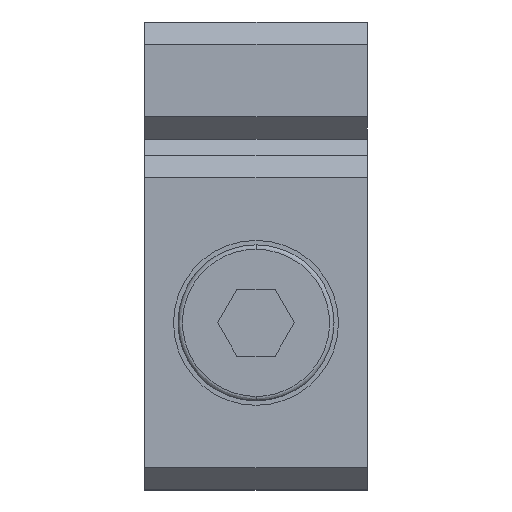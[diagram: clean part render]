
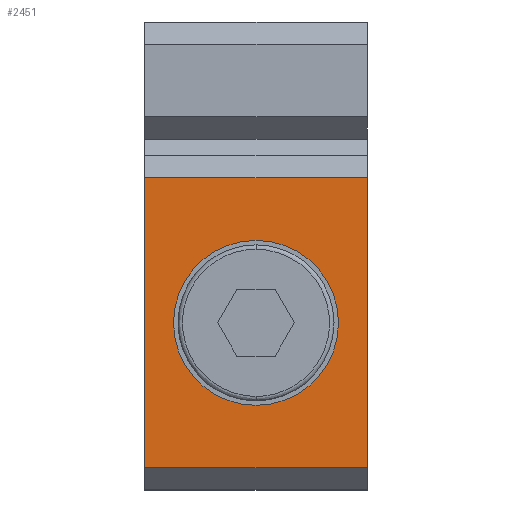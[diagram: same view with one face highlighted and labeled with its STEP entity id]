
A CAD part, left-side view. The second image highlights one B-rep face of the part: STEP entity #2451.
In plain terms, the highlighted planar face has unit normal (-1, 0, 0).
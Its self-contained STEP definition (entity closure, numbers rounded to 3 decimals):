
#21 = CARTESIAN_POINT ( 'NONE',  ( -26.95, 208.725, 60.468 ) ) ;
#60 = DIRECTION ( 'NONE',  ( 0., 0., -1. ) ) ;
#71 = FACE_OUTER_BOUND ( 'NONE', #1534, .T. ) ;
#118 = EDGE_CURVE ( 'NONE', #387, #3929, #1289, .T. ) ;
#123 = CIRCLE ( 'NONE', #2189, 3.7 ) ;
#132 = DIRECTION ( 'NONE',  ( 1., 0., 0. ) ) ;
#187 = VECTOR ( 'NONE', #683, 1000. ) ;
#271 = CARTESIAN_POINT ( 'NONE',  ( -26.95, 198.725, 59.543 ) ) ;
#324 = EDGE_LOOP ( 'NONE', ( #2370, #3665 ) ) ;
#330 = LINE ( 'NONE', #2263, #2267 ) ;
#339 = ORIENTED_EDGE ( 'NONE', *, *, #453, .T. ) ;
#387 = VERTEX_POINT ( 'NONE', #2764 ) ;
#436 = PLANE ( 'NONE',  #3094 ) ;
#453 = EDGE_CURVE ( 'NONE', #1461, #387, #3408, .T. ) ;
#576 = DIRECTION ( 'NONE',  ( 0., 0., 1. ) ) ;
#683 = DIRECTION ( 'NONE',  ( 0., -1., 0. ) ) ;
#754 = VECTOR ( 'NONE', #576, 1000. ) ;
#838 = CARTESIAN_POINT ( 'NONE',  ( -26.95, 198.725, 54.5 ) ) ;
#848 = VERTEX_POINT ( 'NONE', #2229 ) ;
#969 = EDGE_CURVE ( 'NONE', #3291, #1461, #330, .T. ) ;
#1289 = LINE ( 'NONE', #3788, #187 ) ;
#1316 = ORIENTED_EDGE ( 'NONE', *, *, #969, .T. ) ;
#1341 = CARTESIAN_POINT ( 'NONE',  ( -26.95, 203.725, 48. ) ) ;
#1461 = VERTEX_POINT ( 'NONE', #2841 ) ;
#1534 = EDGE_LOOP ( 'NONE', ( #2423, #2011, #1316, #339 ) ) ;
#1583 = CARTESIAN_POINT ( 'NONE',  ( -26.95, 198.725, 41.5 ) ) ;
#1596 = VECTOR ( 'NONE', #60, 1000. ) ;
#1898 = EDGE_CURVE ( 'NONE', #1986, #848, #123, .T. ) ;
#1986 = VERTEX_POINT ( 'NONE', #2032 ) ;
#2011 = ORIENTED_EDGE ( 'NONE', *, *, #3000, .T. ) ;
#2031 = DIRECTION ( 'NONE',  ( -1., 0., 0. ) ) ;
#2032 = CARTESIAN_POINT ( 'NONE',  ( -26.95, 200.025, 48. ) ) ;
#2143 = CARTESIAN_POINT ( 'NONE',  ( -26.95, 203.725, 48. ) ) ;
#2179 = AXIS2_PLACEMENT_3D ( 'NONE', #1341, #2031, #3250 ) ;
#2189 = AXIS2_PLACEMENT_3D ( 'NONE', #2143, #2205, #3382 ) ;
#2205 = DIRECTION ( 'NONE',  ( -1., 0., 0. ) ) ;
#2229 = CARTESIAN_POINT ( 'NONE',  ( -26.95, 207.425, 48. ) ) ;
#2263 = CARTESIAN_POINT ( 'NONE',  ( -26.95, 195.725, 54.5 ) ) ;
#2267 = VECTOR ( 'NONE', #3507, 1000. ) ;
#2310 = DIRECTION ( 'NONE',  ( 0., 1., 0. ) ) ;
#2370 = ORIENTED_EDGE ( 'NONE', *, *, #1898, .F. ) ;
#2423 = ORIENTED_EDGE ( 'NONE', *, *, #118, .T. ) ;
#2451 = ADVANCED_FACE ( 'NONE', ( #3223, #71 ), #436, .F. ) ;
#2712 = CIRCLE ( 'NONE', #2179, 3.7 ) ;
#2764 = CARTESIAN_POINT ( 'NONE',  ( -26.95, 208.725, 41.5 ) ) ;
#2813 = LINE ( 'NONE', #271, #754 ) ;
#2841 = CARTESIAN_POINT ( 'NONE',  ( -26.95, 208.725, 54.5 ) ) ;
#2842 = EDGE_CURVE ( 'NONE', #848, #1986, #2712, .T. ) ;
#2920 = CARTESIAN_POINT ( 'NONE',  ( -26.95, 195.725, 51.5 ) ) ;
#3000 = EDGE_CURVE ( 'NONE', #3929, #3291, #2813, .T. ) ;
#3094 = AXIS2_PLACEMENT_3D ( 'NONE', #2920, #132, #2310 ) ;
#3223 = FACE_BOUND ( 'NONE', #324, .T. ) ;
#3250 = DIRECTION ( 'NONE',  ( 0., -1., 0. ) ) ;
#3291 = VERTEX_POINT ( 'NONE', #838 ) ;
#3382 = DIRECTION ( 'NONE',  ( 0., -1., 0. ) ) ;
#3408 = LINE ( 'NONE', #21, #1596 ) ;
#3507 = DIRECTION ( 'NONE',  ( 0., 1., 0. ) ) ;
#3665 = ORIENTED_EDGE ( 'NONE', *, *, #2842, .F. ) ;
#3788 = CARTESIAN_POINT ( 'NONE',  ( -26.95, 195.725, 41.5 ) ) ;
#3929 = VERTEX_POINT ( 'NONE', #1583 ) ;
